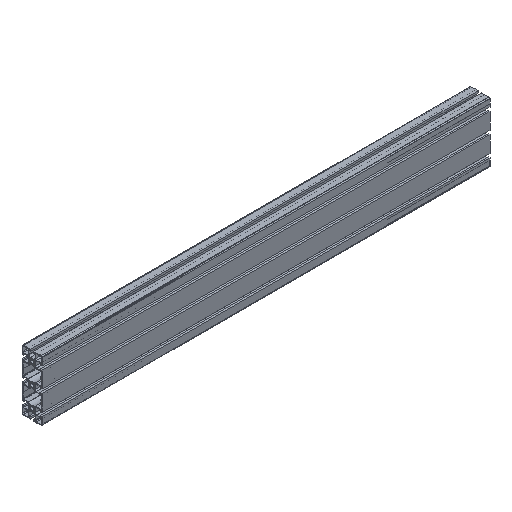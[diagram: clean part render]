
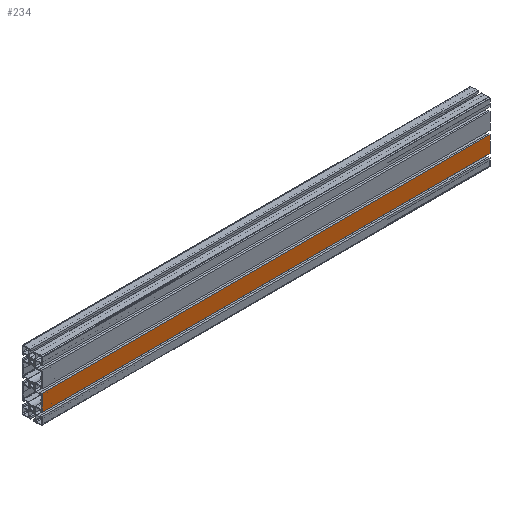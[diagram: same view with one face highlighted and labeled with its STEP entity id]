
A CAD part, isometric view. The second image highlights one B-rep face of the part: STEP entity #234.
In plain terms, the highlighted planar face has unit normal (0, -1, 0).
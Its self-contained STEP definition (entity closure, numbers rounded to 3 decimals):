
#234=ADVANCED_FACE('',(#490),#491,.F.);
#490=FACE_OUTER_BOUND('',#817,.T.);
#491=PLANE('',#818);
#817=EDGE_LOOP('',(#1816,#1817,#1818,#1819));
#818=AXIS2_PLACEMENT_3D('',#1820,#1821,#1822);
#1816=ORIENTED_EDGE('',*,*,#2676,.F.);
#1817=ORIENTED_EDGE('',*,*,#2699,.F.);
#1818=ORIENTED_EDGE('',*,*,#2396,.F.);
#1819=ORIENTED_EDGE('',*,*,#2698,.T.);
#1820=CARTESIAN_POINT('',(3000.0,-22.5,-22.5));
#1821=DIRECTION('',(0.0,1.0,0.));
#1822=DIRECTION('',(0.0,0.,1.0));
#2396=EDGE_CURVE('',#2921,#2923,#2924,.T.);
#2676=EDGE_CURVE('',#3416,#3418,#3419,.T.);
#2698=EDGE_CURVE('',#2921,#3418,#3450,.T.);
#2699=EDGE_CURVE('',#2923,#3416,#3451,.T.);
#2921=VERTEX_POINT('',#3719);
#2923=VERTEX_POINT('',#3722);
#2924=LINE('',#3723,#3724);
#3416=VERTEX_POINT('',#4431);
#3418=VERTEX_POINT('',#4434);
#3419=LINE('',#4435,#4436);
#3450=LINE('',#4486,#4487);
#3451=LINE('',#4488,#4489);
#3719=CARTESIAN_POINT('',(500.0,-22.5,-4.15));
#3722=CARTESIAN_POINT('',(500.0,-22.5,-40.85));
#3723=CARTESIAN_POINT('',(500.0,-22.5,-22.5));
#3724=VECTOR('',#4764,1.0);
#4431=CARTESIAN_POINT('',(-500.0,-22.5,-40.85));
#4434=CARTESIAN_POINT('',(-500.0,-22.5,-4.15));
#4435=CARTESIAN_POINT('',(-500.0,-22.5,-22.5));
#4436=VECTOR('',#5170,1.0);
#4486=CARTESIAN_POINT('',(3000.0,-22.5,-4.15));
#4487=VECTOR('',#5196,1.0);
#4488=CARTESIAN_POINT('',(3000.0,-22.5,-40.85));
#4489=VECTOR('',#5197,1.0);
#4764=DIRECTION('',(0.0,0.,-1.0));
#5170=DIRECTION('',(0.0,0.,1.0));
#5196=DIRECTION('',(-1.0,0.0,0.0));
#5197=DIRECTION('',(-1.0,0.0,0.0));
